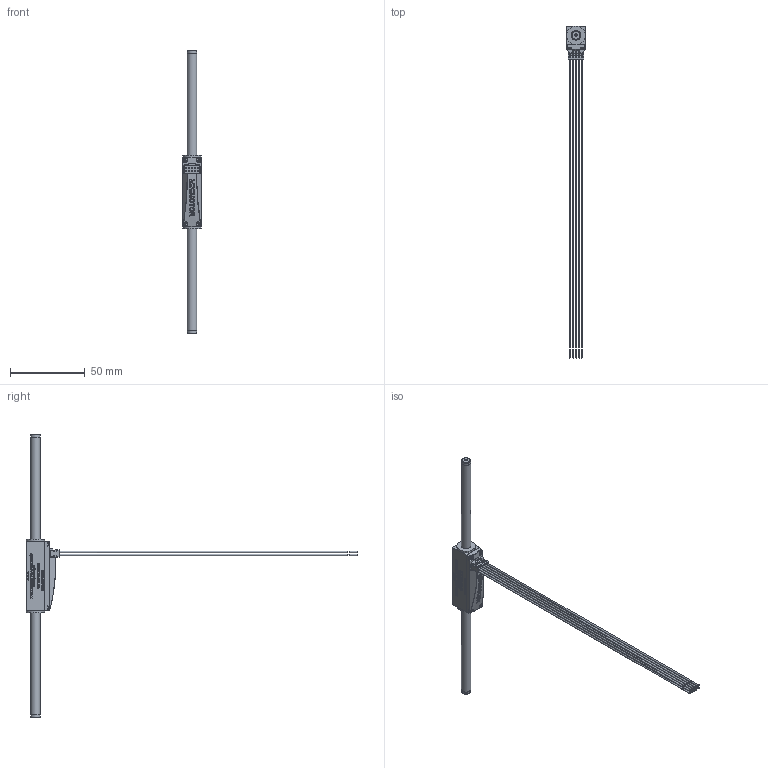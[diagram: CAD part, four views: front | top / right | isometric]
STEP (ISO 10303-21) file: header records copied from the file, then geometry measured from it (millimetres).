
FILE_DESCRIPTION((''),'2;1');
FILE_NAME('LM1247-120-XX.stp','2010-08-02T09:24:37',('Sari'),('MINIMOTOR'),'Autodesk Inventor 2010','Autodesk Inventor 2010','');
FILE_SCHEMA(('AUTOMOTIVE_DESIGN { 1 0 10303 214 1 1 1 1 }'));
Length unit declared in the file: millimetre
Products named in the file (4): LM1247-120-XX; LM1247_xxx_xx_Housing; LM1247_120_Rod; LM1247_Wires_&_Connector
Assembly tree (3 placements, depth 2):
  LM1247-120-XX
    LM1247_xxx_xx_Housing
    LM1247_120_Rod
    LM1247_Wires_&_Connector
Bounding box: 12.5 x 222.3 x 190 mm (x, y, z)
Volume: 17154 mm3; surface area: 16611.1 mm2
Topology: 3 solids, 7 shells, 1578 faces, 4115 edges, 2676 vertices
Faces by surface type: plane 1105, bspline 330, cylinder 109, torus 14, sphere 12, cone 8
Full cylindrical faces by diameter (mm): 0.6 x10, 1.2 x20, 1.221 x4, 1.411 x4, 1.6 x6, 6.25 x2, 6.31 x1, 12.4 x2
Entity records: 51188 total; most frequent: CARTESIAN_POINT 13045, ORIENTED_EDGE 8068, DIRECTION 6247, EDGE_CURVE 4034, VECTOR 3055, LINE 3055, VERTEX_POINT 2667, EDGE_LOOP 1809
